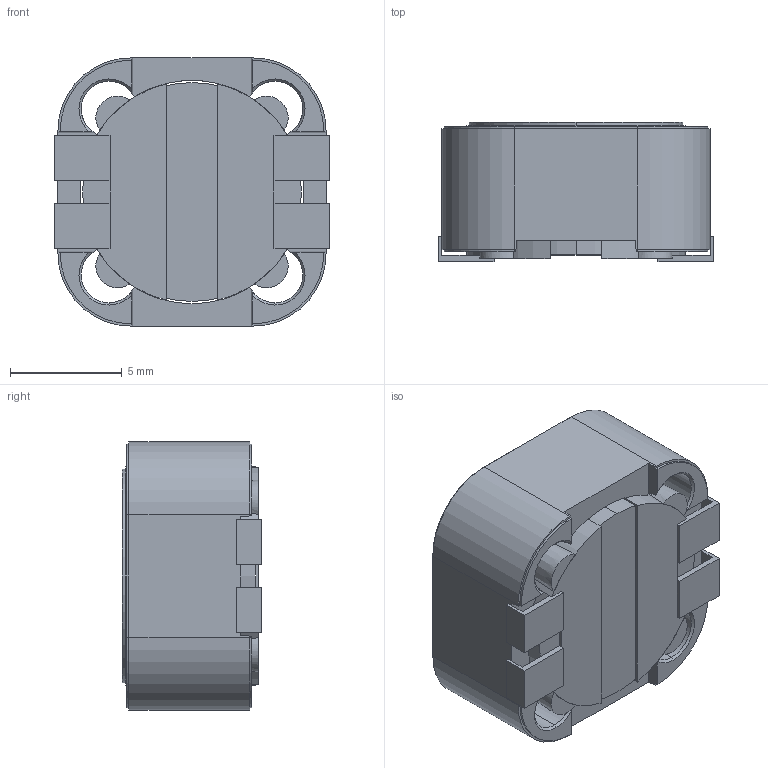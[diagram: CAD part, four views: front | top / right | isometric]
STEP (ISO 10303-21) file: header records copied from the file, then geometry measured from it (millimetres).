
FILE_DESCRIPTION (( 'STEP AP214' ), '1' );
FILE_NAME ('Iductor-CDRH-125.STEP', '2014-08-16T09:52:33', ( '' ), ( '' ), 'SwSTEP 2.0', 'SolidWorks 2013', '' );
FILE_SCHEMA (( 'AUTOMOTIVE_DESIGN' ));
Length unit declared in the file: millimetre
Products named in the file (1): Iductor-CDRH-125
Bounding box: 12.34 x 6.25 x 12 mm (x, y, z)
Volume: 700.4 mm3; surface area: 1115 mm2
Topology: 8 solids, 8 shells, 164 faces, 495 edges, 357 vertices
Faces by surface type: plane 102, cylinder 35, cone 27
Entity records: 6479 total; most frequent: CARTESIAN_POINT 1829, ORIENTED_EDGE 990, DIRECTION 859, EDGE_CURVE 495, VERTEX_POINT 357, VECTOR 293, LINE 293, AXIS2_PLACEMENT_3D 283
